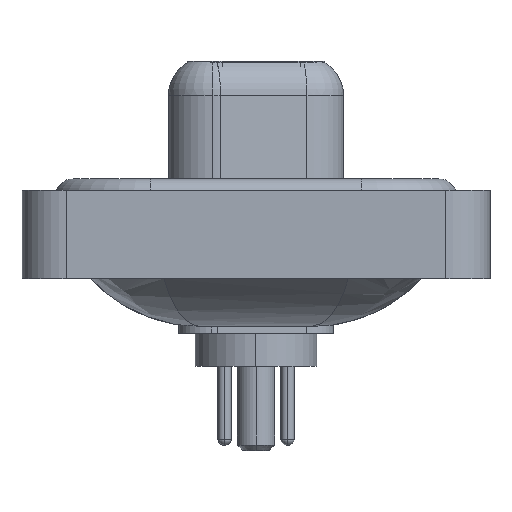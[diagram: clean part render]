
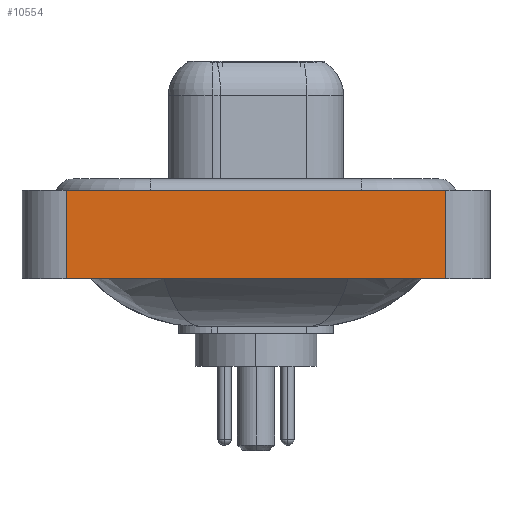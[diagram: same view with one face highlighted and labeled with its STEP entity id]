
A CAD part, left-side view. The second image highlights one B-rep face of the part: STEP entity #10554.
In plain terms, the highlighted planar face has unit normal (-1, 0, 0).
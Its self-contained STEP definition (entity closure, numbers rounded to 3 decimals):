
#1149 = VERTEX_POINT ( 'NONE', #16168 ) ;
#1612 = CARTESIAN_POINT ( 'NONE',  ( -7.35, 8.55, -3.6 ) ) ;
#1688 = DIRECTION ( 'NONE',  ( 0., 0., 1. ) ) ;
#1797 = LINE ( 'NONE', #7134, #5985 ) ;
#1901 = EDGE_CURVE ( 'NONE', #4376, #1149, #10329, .T. ) ;
#2044 = LINE ( 'NONE', #12448, #10843 ) ;
#2427 = DIRECTION ( 'NONE',  ( -1., 0., 0. ) ) ;
#3050 = ORIENTED_EDGE ( 'NONE', *, *, #16446, .T. ) ;
#4376 = VERTEX_POINT ( 'NONE', #1612 ) ;
#4897 = CARTESIAN_POINT ( 'NONE',  ( -7.35, -8.55, -3.6 ) ) ;
#5985 = VECTOR ( 'NONE', #1688, 1000. ) ;
#6119 = EDGE_LOOP ( 'NONE', ( #3050, #16125, #7459, #6774 ) ) ;
#6632 = AXIS2_PLACEMENT_3D ( 'NONE', #14674, #2427, #14773 ) ;
#6774 = ORIENTED_EDGE ( 'NONE', *, *, #1901, .T. ) ;
#7134 = CARTESIAN_POINT ( 'NONE',  ( -7.35, 8.55, -3.6 ) ) ;
#7459 = ORIENTED_EDGE ( 'NONE', *, *, #15105, .F. ) ;
#8315 = VERTEX_POINT ( 'NONE', #18924 ) ;
#8488 = DIRECTION ( 'NONE',  ( 0., -1., 0. ) ) ;
#9824 = CARTESIAN_POINT ( 'NONE',  ( -7.35, 8.55, 0.4 ) ) ;
#10329 = LINE ( 'NONE', #4897, #14961 ) ;
#10554 = ADVANCED_FACE ( 'NONE', ( #13169 ), #18356, .T. ) ;
#10843 = VECTOR ( 'NONE', #19707, 1000. ) ;
#12091 = CARTESIAN_POINT ( 'NONE',  ( -7.35, -8.55, 0.4 ) ) ;
#12448 = CARTESIAN_POINT ( 'NONE',  ( -7.35, -8.55, -3.6 ) ) ;
#13169 = FACE_OUTER_BOUND ( 'NONE', #6119, .T. ) ;
#14047 = VECTOR ( 'NONE', #15541, 1000. ) ;
#14674 = CARTESIAN_POINT ( 'NONE',  ( -7.35, -8.55, -3.6 ) ) ;
#14773 = DIRECTION ( 'NONE',  ( 0., 0., 1. ) ) ;
#14961 = VECTOR ( 'NONE', #8488, 1000. ) ;
#15105 = EDGE_CURVE ( 'NONE', #4376, #20337, #1797, .T. ) ;
#15541 = DIRECTION ( 'NONE',  ( 0., -1., 0. ) ) ;
#16125 = ORIENTED_EDGE ( 'NONE', *, *, #17919, .F. ) ;
#16168 = CARTESIAN_POINT ( 'NONE',  ( -7.35, -8.55, -3.6 ) ) ;
#16446 = EDGE_CURVE ( 'NONE', #1149, #8315, #2044, .T. ) ;
#17919 = EDGE_CURVE ( 'NONE', #20337, #8315, #18874, .T. ) ;
#18356 = PLANE ( 'NONE',  #6632 ) ;
#18874 = LINE ( 'NONE', #12091, #14047 ) ;
#18924 = CARTESIAN_POINT ( 'NONE',  ( -7.35, -8.55, 0.4 ) ) ;
#19707 = DIRECTION ( 'NONE',  ( 0., 0., 1. ) ) ;
#20337 = VERTEX_POINT ( 'NONE', #9824 ) ;
